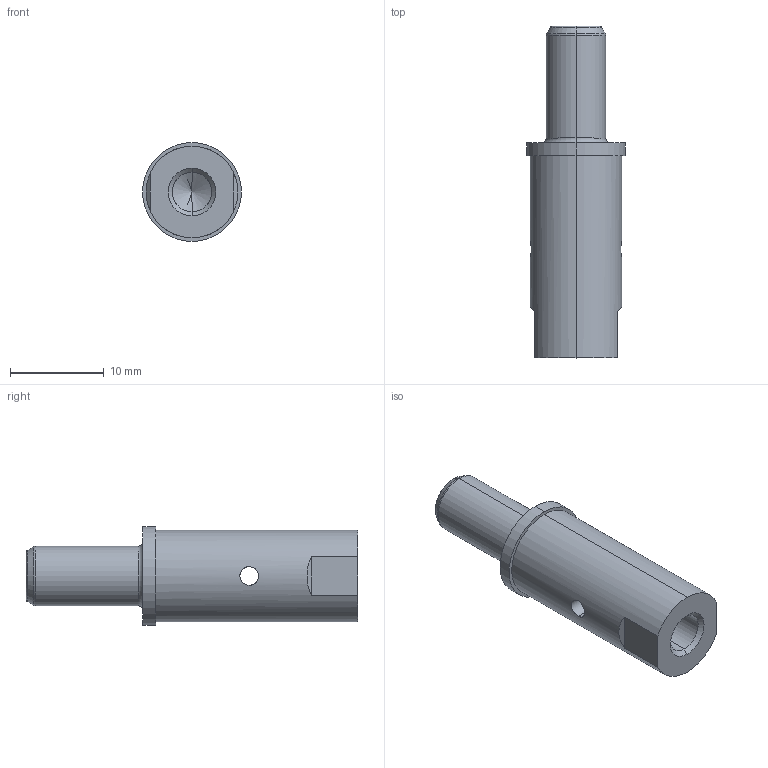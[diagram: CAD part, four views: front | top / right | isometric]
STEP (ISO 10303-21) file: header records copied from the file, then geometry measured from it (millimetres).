
FILE_DESCRIPTION (( 'STEP AP214' ), '1' );
FILE_NAME ('9104-06655-02104.STEP', '2016-03-15T18:51:01', ( 'sblitz' ), ( '' ), 'SwSTEP 2.0', 'SolidWorks 2015', '' );
FILE_SCHEMA (( 'AUTOMOTIVE_DESIGN' ));
Length unit declared in the file: millimetre
Products named in the file (1): 9104-06655-02104
Bounding box: 10.56 x 35.41 x 10.56 mm (x, y, z)
Volume: 1920.7 mm3; surface area: 1304.7 mm2
Topology: 1 solids, 1 shells, 32 faces, 76 edges, 45 vertices
Faces by surface type: cylinder 12, plane 8, cone 6, torus 6
Entity records: 1070 total; most frequent: CARTESIAN_POINT 296, DIRECTION 164, ORIENTED_EDGE 148, EDGE_CURVE 74, AXIS2_PLACEMENT_3D 69, VERTEX_POINT 45, EDGE_LOOP 37, CIRCLE 36
